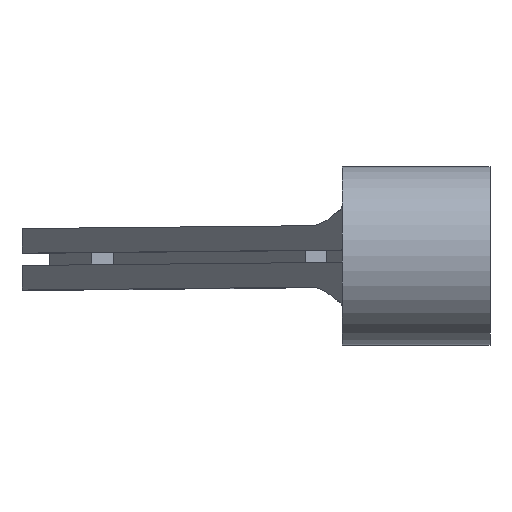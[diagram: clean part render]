
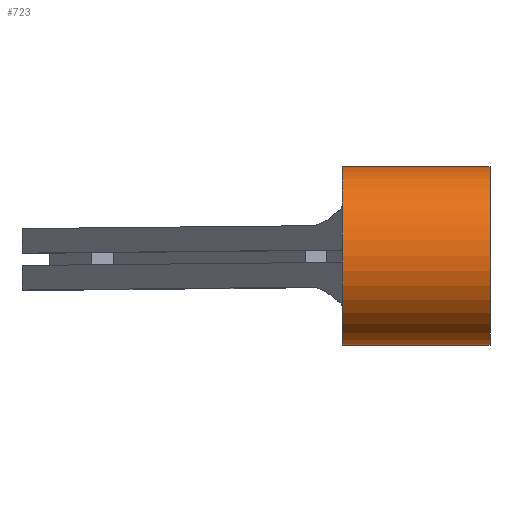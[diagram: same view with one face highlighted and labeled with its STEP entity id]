
A CAD part, top view. The second image highlights one B-rep face of the part: STEP entity #723.
In plain terms, the highlighted cylindrical face has radius 7.263 mm (diameter 14.525 mm), a partial arc.
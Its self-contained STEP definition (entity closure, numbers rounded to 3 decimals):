
#53=CYLINDRICAL_SURFACE('',#791,7.263);
#116=FACE_OUTER_BOUND('',#159,.T.);
#159=EDGE_LOOP('',(#682,#683,#684,#685));
#185=LINE('',#1126,#251);
#225=LINE('',#1368,#291);
#251=VECTOR('',#873,10.);
#291=VECTOR('',#965,10.);
#298=CIRCLE('',#756,7.263);
#304=CIRCLE('',#771,7.263);
#336=VERTEX_POINT('',#1096);
#337=VERTEX_POINT('',#1098);
#345=VERTEX_POINT('',#1125);
#357=VERTEX_POINT('',#1299);
#411=EDGE_CURVE('',#336,#337,#298,.T.);
#422=EDGE_CURVE('',#345,#337,#185,.T.);
#442=EDGE_CURVE('',#345,#357,#304,.T.);
#477=EDGE_CURVE('',#357,#336,#225,.T.);
#682=ORIENTED_EDGE('',*,*,#442,.F.);
#683=ORIENTED_EDGE('',*,*,#422,.T.);
#684=ORIENTED_EDGE('',*,*,#411,.F.);
#685=ORIENTED_EDGE('',*,*,#477,.F.);
#723=ADVANCED_FACE('',(#116),#53,.T.);
#756=AXIS2_PLACEMENT_3D('',#1099,#851,#852);
#771=AXIS2_PLACEMENT_3D('',#1300,#893,#894);
#791=AXIS2_PLACEMENT_3D('',#1369,#966,#967);
#851=DIRECTION('center_axis',(1.,0.,0.));
#852=DIRECTION('ref_axis',(0.,-0.655,-0.756));
#873=DIRECTION('',(1.,0.,0.));
#893=DIRECTION('center_axis',(-1.,0.,0.));
#894=DIRECTION('ref_axis',(0.,-0.655,-0.756));
#965=DIRECTION('',(1.,0.,0.));
#966=DIRECTION('center_axis',(1.,0.,0.));
#967=DIRECTION('ref_axis',(0.,0.,1.));
#1096=CARTESIAN_POINT('',(-3.,4.755,-5.489));
#1098=CARTESIAN_POINT('',(-3.,-4.755,-5.489));
#1099=CARTESIAN_POINT('Origin',(-3.,0.,0.));
#1125=CARTESIAN_POINT('',(-15.,-4.755,-5.489));
#1126=CARTESIAN_POINT('',(-15.,-4.755,-5.489));
#1299=CARTESIAN_POINT('',(-15.,4.755,-5.489));
#1300=CARTESIAN_POINT('Origin',(-15.,0.,0.));
#1368=CARTESIAN_POINT('',(-15.,4.755,-5.489));
#1369=CARTESIAN_POINT('Origin',(-15.,0.,0.));
